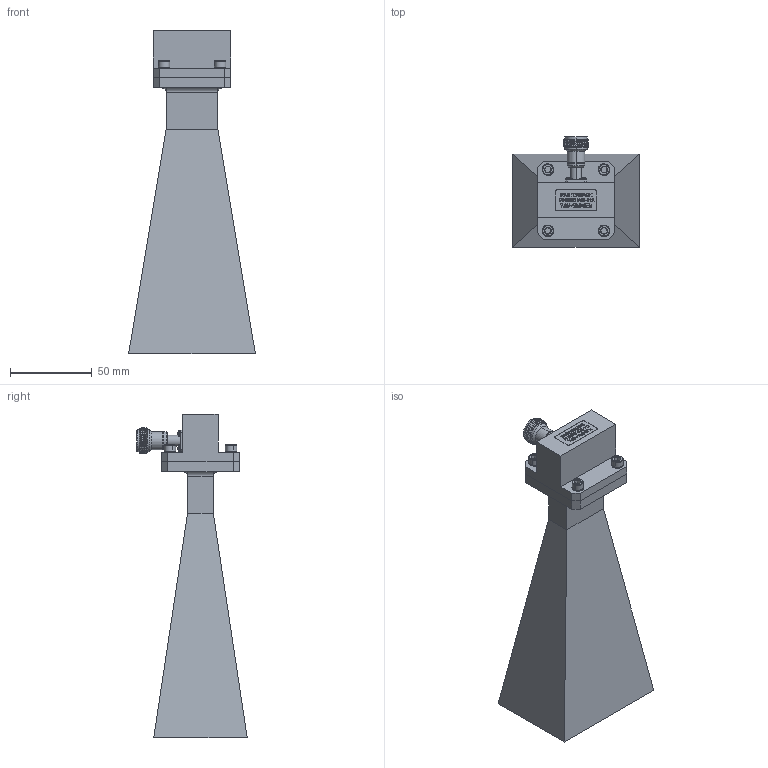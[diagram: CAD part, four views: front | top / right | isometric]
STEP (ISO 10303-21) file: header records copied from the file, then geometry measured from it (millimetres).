
FILE_DESCRIPTION (( 'STEP AP214' ), '1' );
FILE_NAME ('PE9858-NF-15.STEP', '2017-06-15T16:06:04', ( '' ), ( '' ), 'SwSTEP 2.0', 'SolidWorks 2014', '' );
FILE_SCHEMA (( 'AUTOMOTIVE_DESIGN' ));
Length unit declared in the file: inch
Products named in the file (4): PE9858-NF-15; Copy of Hex Screw^PE9858-NF-15.SLDPRT; PE9820; PE9858-15
Assembly tree (6 placements, depth 2):
  PE9858-NF-15
    PE9858-15
    PE9820
    Copy of Hex Screw^PE9858-NF-15.SLDPRT  x4
Bounding box: 77.47 x 67.5 x 197.87 mm (x, y, z)
Volume: 83844.9 mm3; surface area: 75263.4 mm2
Topology: 12 solids, 12 shells, 842 faces, 2506 edges, 1760 vertices
Faces by surface type: cylinder 443, plane 240, cone 108, bspline 47, torus 4
Entity records: 32992 total; most frequent: CARTESIAN_POINT 13378, ORIENTED_EDGE 3666, DIRECTION 2513, EDGE_CURVE 1833, VERTEX_POINT 1331, AXIS2_PLACEMENT_3D 875, VECTOR 763, LINE 763
